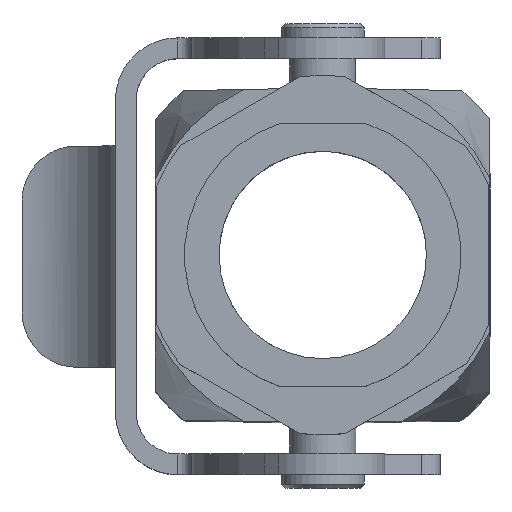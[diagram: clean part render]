
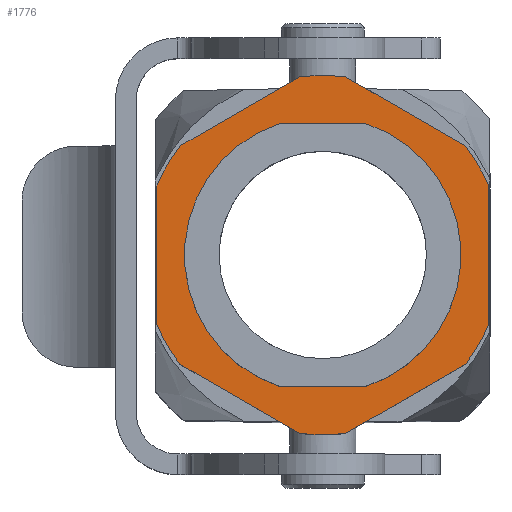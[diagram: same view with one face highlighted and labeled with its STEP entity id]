
A CAD part, top view. The second image highlights one B-rep face of the part: STEP entity #1776.
In plain terms, the highlighted planar face has unit normal (0, 0, 1).
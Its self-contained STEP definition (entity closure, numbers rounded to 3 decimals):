
#199=FACE_BOUND('',#2511,.T.);
#200=FACE_BOUND('',#2512,.T.);
#1776=ADVANCED_FACE('',(#199,#200),#1938,.T.);
#1938=PLANE('',#6804);
#2511=EDGE_LOOP('',(#4066,#4067,#4068,#4069,#4070,#4071,#4072,#4073,#4074,
#4075,#4076,#4077));
#2512=EDGE_LOOP('',(#4078,#4079,#4080,#4081));
#2573=CIRCLE('',#6542,10.);
#2575=CIRCLE('',#6545,10.);
#2647=CIRCLE('',#6798,13.);
#2648=CIRCLE('',#6799,13.);
#2649=CIRCLE('',#6800,13.);
#2650=CIRCLE('',#6801,13.);
#2651=CIRCLE('',#6802,13.);
#2652=CIRCLE('',#6803,13.);
#4066=ORIENTED_EDGE('',*,*,#5349,.F.);
#4067=ORIENTED_EDGE('',*,*,#5350,.T.);
#4068=ORIENTED_EDGE('',*,*,#5351,.F.);
#4069=ORIENTED_EDGE('',*,*,#5352,.T.);
#4070=ORIENTED_EDGE('',*,*,#5353,.F.);
#4071=ORIENTED_EDGE('',*,*,#5354,.T.);
#4072=ORIENTED_EDGE('',*,*,#5355,.F.);
#4073=ORIENTED_EDGE('',*,*,#5356,.T.);
#4074=ORIENTED_EDGE('',*,*,#5357,.F.);
#4075=ORIENTED_EDGE('',*,*,#5358,.T.);
#4076=ORIENTED_EDGE('',*,*,#5359,.F.);
#4077=ORIENTED_EDGE('',*,*,#5360,.T.);
#4078=ORIENTED_EDGE('',*,*,#4782,.F.);
#4079=ORIENTED_EDGE('',*,*,#4778,.T.);
#4080=ORIENTED_EDGE('',*,*,#4784,.F.);
#4081=ORIENTED_EDGE('',*,*,#4774,.T.);
#4234=VERTEX_POINT('',#8374);
#4235=VERTEX_POINT('',#8375);
#4238=VERTEX_POINT('',#8383);
#4239=VERTEX_POINT('',#8384);
#4617=VERTEX_POINT('',#12138);
#4618=VERTEX_POINT('',#12139);
#4619=VERTEX_POINT('',#12141);
#4620=VERTEX_POINT('',#12143);
#4621=VERTEX_POINT('',#12145);
#4622=VERTEX_POINT('',#12147);
#4623=VERTEX_POINT('',#12149);
#4624=VERTEX_POINT('',#12151);
#4625=VERTEX_POINT('',#12153);
#4626=VERTEX_POINT('',#12155);
#4627=VERTEX_POINT('',#12157);
#4628=VERTEX_POINT('',#12159);
#4774=EDGE_CURVE('',#4234,#4235,#2573,.T.);
#4778=EDGE_CURVE('',#4238,#4239,#2575,.T.);
#4782=EDGE_CURVE('',#4238,#4235,#5469,.T.);
#4784=EDGE_CURVE('',#4234,#4239,#5471,.T.);
#5349=EDGE_CURVE('',#4617,#4618,#5802,.T.);
#5350=EDGE_CURVE('',#4617,#4619,#2647,.T.);
#5351=EDGE_CURVE('',#4620,#4619,#5803,.T.);
#5352=EDGE_CURVE('',#4620,#4621,#2648,.T.);
#5353=EDGE_CURVE('',#4622,#4621,#5804,.T.);
#5354=EDGE_CURVE('',#4622,#4623,#2649,.T.);
#5355=EDGE_CURVE('',#4624,#4623,#5805,.T.);
#5356=EDGE_CURVE('',#4624,#4625,#2650,.T.);
#5357=EDGE_CURVE('',#4626,#4625,#5806,.T.);
#5358=EDGE_CURVE('',#4626,#4627,#2651,.T.);
#5359=EDGE_CURVE('',#4628,#4627,#5807,.T.);
#5360=EDGE_CURVE('',#4628,#4618,#2652,.T.);
#5469=LINE('',#8391,#5903);
#5471=LINE('',#8394,#5905);
#5802=LINE('',#12137,#6236);
#5803=LINE('',#12142,#6237);
#5804=LINE('',#12146,#6238);
#5805=LINE('',#12150,#6239);
#5806=LINE('',#12154,#6240);
#5807=LINE('',#12158,#6241);
#5903=VECTOR('',#7107,1.);
#5905=VECTOR('',#7111,1.);
#6236=VECTOR('',#7940,1.);
#6237=VECTOR('',#7943,1.);
#6238=VECTOR('',#7946,1.);
#6239=VECTOR('',#7949,1.);
#6240=VECTOR('',#7952,1.);
#6241=VECTOR('',#7955,1.);
#6542=AXIS2_PLACEMENT_3D('',#8373,#7091,#7092);
#6545=AXIS2_PLACEMENT_3D('',#8382,#7099,#7100);
#6798=AXIS2_PLACEMENT_3D('',#12140,#7941,#7942);
#6799=AXIS2_PLACEMENT_3D('',#12144,#7944,#7945);
#6800=AXIS2_PLACEMENT_3D('',#12148,#7947,#7948);
#6801=AXIS2_PLACEMENT_3D('',#12152,#7950,#7951);
#6802=AXIS2_PLACEMENT_3D('',#12156,#7953,#7954);
#6803=AXIS2_PLACEMENT_3D('',#12160,#7956,#7957);
#6804=AXIS2_PLACEMENT_3D('',#12161,#7958,#7959);
#7091=DIRECTION('',(0.,0.,-1.));
#7092=DIRECTION('',(0.,-1.,0.));
#7099=DIRECTION('',(0.,0.,-1.));
#7100=DIRECTION('',(0.,-1.,0.));
#7107=DIRECTION('',(1.,0.,0.));
#7111=DIRECTION('',(-1.,0.,0.));
#7940=DIRECTION('',(-0.866,-0.5,0.));
#7941=DIRECTION('',(0.,0.,1.));
#7942=DIRECTION('',(0.,-1.,0.));
#7943=DIRECTION('',(0.,-1.,0.));
#7944=DIRECTION('',(0.,0.,1.));
#7945=DIRECTION('',(0.,-1.,0.));
#7946=DIRECTION('',(0.866,-0.5,0.));
#7947=DIRECTION('',(0.,0.,1.));
#7948=DIRECTION('',(0.,-1.,0.));
#7949=DIRECTION('',(0.866,0.5,0.));
#7950=DIRECTION('',(0.,0.,1.));
#7951=DIRECTION('',(0.,-1.,0.));
#7952=DIRECTION('',(0.,1.,0.));
#7953=DIRECTION('',(0.,0.,1.));
#7954=DIRECTION('',(0.,-1.,0.));
#7955=DIRECTION('',(-0.866,0.5,0.));
#7956=DIRECTION('',(0.,0.,1.));
#7957=DIRECTION('',(0.,-1.,0.));
#7958=DIRECTION('',(0.,0.,1.));
#7959=DIRECTION('',(0.,-1.,0.));
#8373=CARTESIAN_POINT('',(0.,0.,41.845));
#8374=CARTESIAN_POINT('',(3.122,9.5,41.845));
#8375=CARTESIAN_POINT('',(3.122,-9.5,41.845));
#8382=CARTESIAN_POINT('',(0.,0.,41.845));
#8383=CARTESIAN_POINT('',(-3.122,-9.5,41.845));
#8384=CARTESIAN_POINT('',(-3.122,9.5,41.845));
#8391=CARTESIAN_POINT('',(-3.713,-9.5,41.845));
#8394=CARTESIAN_POINT('',(3.713,9.5,41.845));
#12137=CARTESIAN_POINT('',(12.,-6.928,41.845));
#12138=CARTESIAN_POINT('',(10.33,-7.892,41.845));
#12139=CARTESIAN_POINT('',(1.67,-12.892,41.845));
#12140=CARTESIAN_POINT('',(0.,0.,41.845));
#12141=CARTESIAN_POINT('',(12.,-5.,41.845));
#12142=CARTESIAN_POINT('',(12.,6.928,41.845));
#12143=CARTESIAN_POINT('',(12.,5.,41.845));
#12144=CARTESIAN_POINT('',(0.,0.,41.845));
#12145=CARTESIAN_POINT('',(10.33,7.892,41.845));
#12146=CARTESIAN_POINT('',(0.,13.856,41.845));
#12147=CARTESIAN_POINT('',(1.67,12.892,41.845));
#12148=CARTESIAN_POINT('',(0.,0.,41.845));
#12149=CARTESIAN_POINT('',(-1.67,12.892,41.845));
#12150=CARTESIAN_POINT('',(-12.,6.928,41.845));
#12151=CARTESIAN_POINT('',(-10.33,7.892,41.845));
#12152=CARTESIAN_POINT('',(0.,0.,41.845));
#12153=CARTESIAN_POINT('',(-12.,5.,41.845));
#12154=CARTESIAN_POINT('',(-12.,-6.928,41.845));
#12155=CARTESIAN_POINT('',(-12.,-5.,41.845));
#12156=CARTESIAN_POINT('',(0.,0.,41.845));
#12157=CARTESIAN_POINT('',(-10.33,-7.892,41.845));
#12158=CARTESIAN_POINT('',(0.,-13.856,41.845));
#12159=CARTESIAN_POINT('',(-1.67,-12.892,41.845));
#12160=CARTESIAN_POINT('',(0.,0.,41.845));
#12161=CARTESIAN_POINT('',(0.,10.8,41.845));
